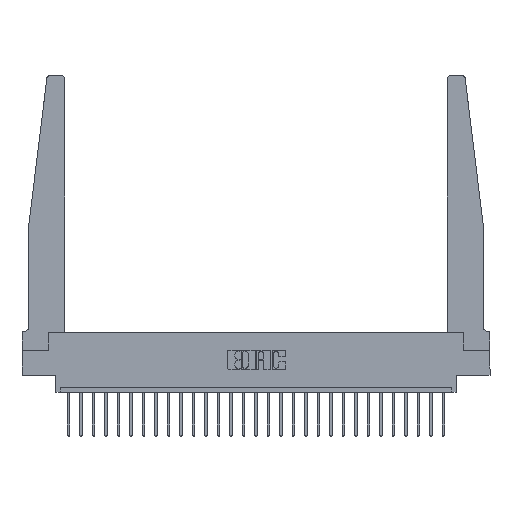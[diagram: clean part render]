
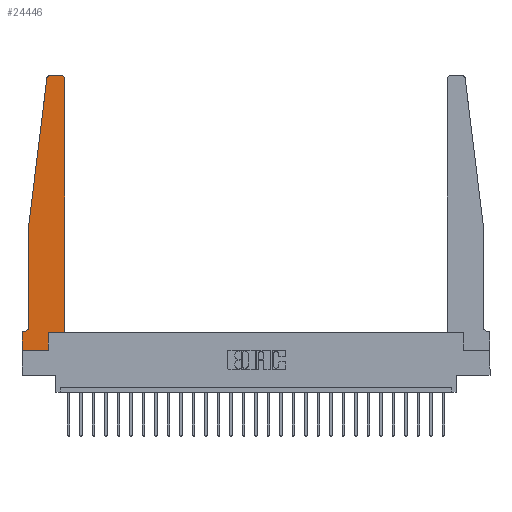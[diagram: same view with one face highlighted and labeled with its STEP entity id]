
A CAD part, top view. The second image highlights one B-rep face of the part: STEP entity #24446.
In plain terms, the highlighted planar face has unit normal (0, 0, 1).
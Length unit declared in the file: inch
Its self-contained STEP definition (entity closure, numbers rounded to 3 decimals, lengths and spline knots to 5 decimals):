
#275 = VERTEX_POINT ( 'NONE', #25445 ) ;
#1151 = CARTESIAN_POINT ( 'NONE',  ( 0.2605, 0.18, 0.37 ) ) ;
#1207 = EDGE_CURVE ( 'NONE', #9942, #14102, #1225, .T. ) ;
#1225 = CIRCLE ( 'NONE', #4355, 0.03 ) ;
#1289 = DIRECTION ( 'NONE',  ( 0., 0., 1. ) ) ;
#1341 = DIRECTION ( 'NONE',  ( 0., -1., 0. ) ) ;
#1397 = CARTESIAN_POINT ( 'NONE',  ( 0., 0., 0.37 ) ) ;
#1460 = CARTESIAN_POINT ( 'NONE',  ( 0., 0.1875, 0.37 ) ) ;
#2480 = DIRECTION ( 'NONE',  ( 0., -1., 0. ) ) ;
#2535 = AXIS2_PLACEMENT_3D ( 'NONE', #5056, #1289, #3032 ) ;
#2575 = CARTESIAN_POINT ( 'NONE',  ( 0.065, 0.2375, 0.37 ) ) ;
#2589 = CARTESIAN_POINT ( 'NONE',  ( 0.25, 2.75, 0.37 ) ) ;
#2819 = VECTOR ( 'NONE', #13369, 39.37008 ) ;
#3032 = DIRECTION ( 'NONE',  ( 1., 0., 0. ) ) ;
#3108 = PLANE ( 'NONE',  #3138 ) ;
#3138 = AXIS2_PLACEMENT_3D ( 'NONE', #1460, #21010, #25204 ) ;
#3432 = VECTOR ( 'NONE', #11490, 39.37008 ) ;
#3937 = ORIENTED_EDGE ( 'NONE', *, *, #24511, .T. ) ;
#4281 = ORIENTED_EDGE ( 'NONE', *, *, #22416, .T. ) ;
#4355 = AXIS2_PLACEMENT_3D ( 'NONE', #8740, #18663, #10574 ) ;
#4828 = VECTOR ( 'NONE', #20700, 39.37008 ) ;
#5056 = CARTESIAN_POINT ( 'NONE',  ( 0.27653, 2.72, 0.37 ) ) ;
#5232 = VECTOR ( 'NONE', #20779, 39.37008 ) ;
#5631 = CARTESIAN_POINT ( 'NONE',  ( 0.065, 1.25, 0.37 ) ) ;
#6079 = ORIENTED_EDGE ( 'NONE', *, *, #1207, .T. ) ;
#6260 = FACE_OUTER_BOUND ( 'NONE', #10975, .T. ) ;
#6678 = AXIS2_PLACEMENT_3D ( 'NONE', #24171, #12304, #14210 ) ;
#6701 = LINE ( 'NONE', #10807, #4828 ) ;
#6883 = LINE ( 'NONE', #25262, #3432 ) ;
#7197 = CIRCLE ( 'NONE', #6678, 0.05 ) ;
#7572 = VERTEX_POINT ( 'NONE', #23715 ) ;
#7805 = VERTEX_POINT ( 'NONE', #23008 ) ;
#8322 = VECTOR ( 'NONE', #23743, 39.37008 ) ;
#8740 = CARTESIAN_POINT ( 'NONE',  ( 0.395, 2.72, 0.37 ) ) ;
#9636 = CARTESIAN_POINT ( 'NONE',  ( 0., 0., 0.37 ) ) ;
#9942 = VERTEX_POINT ( 'NONE', #12914 ) ;
#10213 = LINE ( 'NONE', #2589, #8322 ) ;
#10574 = DIRECTION ( 'NONE',  ( 1., 0., 0. ) ) ;
#10807 = CARTESIAN_POINT ( 'NONE',  ( 0.065, 0.1875, 0.37 ) ) ;
#10975 = EDGE_LOOP ( 'NONE', ( #21217, #11046, #3937, #18742, #19837, #22883, #20980, #24574, #18174, #4281, #16417, #6079 ) ) ;
#11046 = ORIENTED_EDGE ( 'NONE', *, *, #12669, .T. ) ;
#11300 = EDGE_CURVE ( 'NONE', #23269, #14671, #14438, .T. ) ;
#11490 = DIRECTION ( 'NONE',  ( 0., 1., 0. ) ) ;
#11828 = EDGE_CURVE ( 'NONE', #20421, #17505, #18381, .T. ) ;
#12014 = VECTOR ( 'NONE', #15413, 39.37008 ) ;
#12266 = VECTOR ( 'NONE', #1341, 39.37008 ) ;
#12304 = DIRECTION ( 'NONE',  ( 0., 0., -1. ) ) ;
#12605 = CARTESIAN_POINT ( 'NONE',  ( 0.425, 0.18, 0.37 ) ) ;
#12669 = EDGE_CURVE ( 'NONE', #7572, #17512, #14989, .T. ) ;
#12914 = CARTESIAN_POINT ( 'NONE',  ( 0.425, 2.72, 0.37 ) ) ;
#13347 = VERTEX_POINT ( 'NONE', #21347 ) ;
#13369 = DIRECTION ( 'NONE',  ( -0.122, -0.992, 0. ) ) ;
#13482 = LINE ( 'NONE', #21096, #2819 ) ;
#14102 = VERTEX_POINT ( 'NONE', #16751 ) ;
#14210 = DIRECTION ( 'NONE',  ( -1., 0., 0. ) ) ;
#14313 = EDGE_CURVE ( 'NONE', #7805, #275, #20402, .T. ) ;
#14438 = LINE ( 'NONE', #20981, #12266 ) ;
#14671 = VERTEX_POINT ( 'NONE', #2575 ) ;
#14847 = EDGE_CURVE ( 'NONE', #14102, #7572, #10213, .T. ) ;
#14989 = CIRCLE ( 'NONE', #2535, 0.03 ) ;
#15413 = DIRECTION ( 'NONE',  ( 1., 0., 0. ) ) ;
#15979 = VECTOR ( 'NONE', #24425, 39.37008 ) ;
#16002 = LINE ( 'NONE', #1397, #12014 ) ;
#16417 = ORIENTED_EDGE ( 'NONE', *, *, #25038, .T. ) ;
#16423 = CARTESIAN_POINT ( 'NONE',  ( 0.425, 0.18, 0.37 ) ) ;
#16514 = EDGE_CURVE ( 'NONE', #13347, #20421, #6701, .T. ) ;
#16751 = CARTESIAN_POINT ( 'NONE',  ( 0.395, 2.75, 0.37 ) ) ;
#17278 = VERTEX_POINT ( 'NONE', #12605 ) ;
#17467 = CARTESIAN_POINT ( 'NONE',  ( 0.24675, 2.72367, 0.37 ) ) ;
#17505 = VERTEX_POINT ( 'NONE', #9636 ) ;
#17512 = VERTEX_POINT ( 'NONE', #17467 ) ;
#18174 = ORIENTED_EDGE ( 'NONE', *, *, #14313, .T. ) ;
#18381 = LINE ( 'NONE', #18382, #19881 ) ;
#18382 = CARTESIAN_POINT ( 'NONE',  ( 0., 0., 0.37 ) ) ;
#18663 = DIRECTION ( 'NONE',  ( 0., 0., 1. ) ) ;
#18742 = ORIENTED_EDGE ( 'NONE', *, *, #11300, .T. ) ;
#19837 = ORIENTED_EDGE ( 'NONE', *, *, #25478, .T. ) ;
#19881 = VECTOR ( 'NONE', #2480, 39.37008 ) ;
#20402 = LINE ( 'NONE', #1151, #5232 ) ;
#20421 = VERTEX_POINT ( 'NONE', #21322 ) ;
#20700 = DIRECTION ( 'NONE',  ( -1., 0., 0. ) ) ;
#20779 = DIRECTION ( 'NONE',  ( 0., 1., 0. ) ) ;
#20980 = ORIENTED_EDGE ( 'NONE', *, *, #11828, .T. ) ;
#20981 = CARTESIAN_POINT ( 'NONE',  ( 0.065, 1.25, 0.37 ) ) ;
#21010 = DIRECTION ( 'NONE',  ( 0., 0., 1. ) ) ;
#21096 = CARTESIAN_POINT ( 'NONE',  ( 0.065, 1.25, 0.37 ) ) ;
#21217 = ORIENTED_EDGE ( 'NONE', *, *, #14847, .T. ) ;
#21254 = LINE ( 'NONE', #16423, #15979 ) ;
#21322 = CARTESIAN_POINT ( 'NONE',  ( 0., 0.1875, 0.37 ) ) ;
#21347 = CARTESIAN_POINT ( 'NONE',  ( 0.015, 0.1875, 0.37 ) ) ;
#21781 = EDGE_CURVE ( 'NONE', #17505, #7805, #16002, .T. ) ;
#22416 = EDGE_CURVE ( 'NONE', #275, #17278, #21254, .T. ) ;
#22883 = ORIENTED_EDGE ( 'NONE', *, *, #16514, .T. ) ;
#23008 = CARTESIAN_POINT ( 'NONE',  ( 0.2605, 0., 0.37 ) ) ;
#23269 = VERTEX_POINT ( 'NONE', #5631 ) ;
#23715 = CARTESIAN_POINT ( 'NONE',  ( 0.27653, 2.75, 0.37 ) ) ;
#23743 = DIRECTION ( 'NONE',  ( -1., 0., 0. ) ) ;
#24171 = CARTESIAN_POINT ( 'NONE',  ( 0.015, 0.2375, 0.37 ) ) ;
#24425 = DIRECTION ( 'NONE',  ( 1., 0., 0. ) ) ;
#24446 = ADVANCED_FACE ( 'NONE', ( #6260 ), #3108, .T. ) ;
#24511 = EDGE_CURVE ( 'NONE', #17512, #23269, #13482, .T. ) ;
#24574 = ORIENTED_EDGE ( 'NONE', *, *, #21781, .T. ) ;
#25038 = EDGE_CURVE ( 'NONE', #17278, #9942, #6883, .T. ) ;
#25204 = DIRECTION ( 'NONE',  ( 1., 0., 0. ) ) ;
#25262 = CARTESIAN_POINT ( 'NONE',  ( 0.425, 0.18, 0.37 ) ) ;
#25445 = CARTESIAN_POINT ( 'NONE',  ( 0.2605, 0.18, 0.37 ) ) ;
#25478 = EDGE_CURVE ( 'NONE', #14671, #13347, #7197, .T. ) ;
